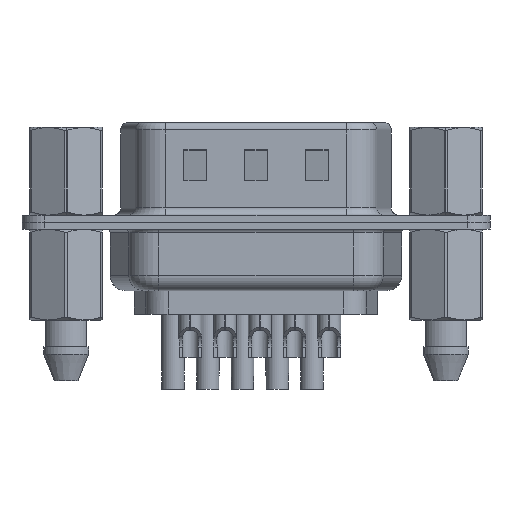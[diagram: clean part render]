
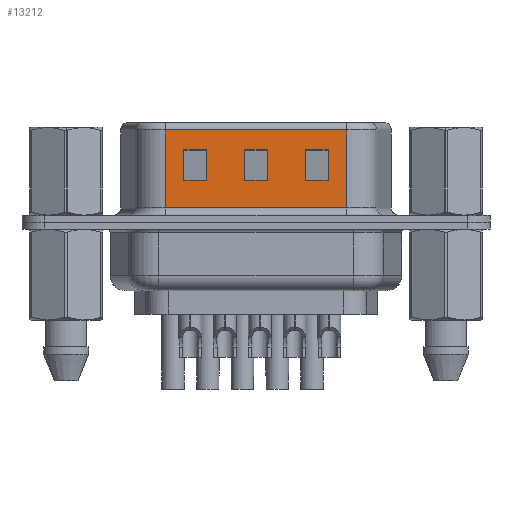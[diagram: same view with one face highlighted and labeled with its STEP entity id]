
A CAD part, front view. The second image highlights one B-rep face of the part: STEP entity #13212.
In plain terms, the highlighted planar face has unit normal (0, -1, 0).
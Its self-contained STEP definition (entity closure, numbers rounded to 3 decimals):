
#249 = VERTEX_POINT ( 'NONE', #12210 ) ;
#258 = LINE ( 'NONE', #4253, #10188 ) ;
#335 = CARTESIAN_POINT ( 'NONE',  ( 18.474, -4.64, 6.07 ) ) ;
#470 = ORIENTED_EDGE ( 'NONE', *, *, #19006, .T. ) ;
#824 = CARTESIAN_POINT ( 'NONE',  ( 7.745, -4.64, 2.755 ) ) ;
#847 = CARTESIAN_POINT ( 'NONE',  ( 15.745, -4.64, 6.57 ) ) ;
#922 = EDGE_LOOP ( 'NONE', ( #15251, #18892, #22198, #16736 ) ) ;
#1038 = CARTESIAN_POINT ( 'NONE',  ( 14.474, -4.64, 4.755 ) ) ;
#1074 = VERTEX_POINT ( 'NONE', #824 ) ;
#1097 = DIRECTION ( 'NONE',  ( -1., 0., 0. ) ) ;
#1545 = DIRECTION ( 'NONE',  ( 0., 0., 1. ) ) ;
#1704 = EDGE_CURVE ( 'NONE', #16326, #249, #258, .T. ) ;
#1954 = CARTESIAN_POINT ( 'NONE',  ( 7.745, -4.64, 4.755 ) ) ;
#2098 = PLANE ( 'NONE',  #12481 ) ;
#2319 = DIRECTION ( 'NONE',  ( 1., 0., 0. ) ) ;
#2362 = FACE_BOUND ( 'NONE', #9817, .T. ) ;
#2643 = CARTESIAN_POINT ( 'NONE',  ( 9.245, -4.64, 4.755 ) ) ;
#2676 = CARTESIAN_POINT ( 'NONE',  ( 18.474, -4.64, 6.57 ) ) ;
#2749 = CARTESIAN_POINT ( 'NONE',  ( 18.474, -4.64, 2.755 ) ) ;
#3167 = VECTOR ( 'NONE', #5872, 1000. ) ;
#3486 = ORIENTED_EDGE ( 'NONE', *, *, #17940, .T. ) ;
#3679 = CARTESIAN_POINT ( 'NONE',  ( 14.474, -4.64, 2.755 ) ) ;
#3749 = CARTESIAN_POINT ( 'NONE',  ( 6.516, -4.64, 6.07 ) ) ;
#3757 = EDGE_CURVE ( 'NONE', #20384, #8655, #8814, .T. ) ;
#3845 = ORIENTED_EDGE ( 'NONE', *, *, #3757, .T. ) ;
#4253 = CARTESIAN_POINT ( 'NONE',  ( 22.474, -4.64, 4.755 ) ) ;
#4562 = DIRECTION ( 'NONE',  ( 0., 0., 1. ) ) ;
#4608 = VECTOR ( 'NONE', #18564, 1000. ) ;
#4697 = LINE ( 'NONE', #16822, #17598 ) ;
#4872 = ORIENTED_EDGE ( 'NONE', *, *, #11933, .T. ) ;
#5032 = ORIENTED_EDGE ( 'NONE', *, *, #19271, .T. ) ;
#5035 = DIRECTION ( 'NONE',  ( 1., 0., 0. ) ) ;
#5234 = DIRECTION ( 'NONE',  ( -1., 0., 0. ) ) ;
#5477 = CARTESIAN_POINT ( 'NONE',  ( 13.245, -4.64, 2.755 ) ) ;
#5533 = CARTESIAN_POINT ( 'NONE',  ( 7.745, -4.64, 6.57 ) ) ;
#5539 = VECTOR ( 'NONE', #10624, 1000. ) ;
#5656 = ORIENTED_EDGE ( 'NONE', *, *, #24721, .T. ) ;
#5754 = LINE ( 'NONE', #12780, #19167 ) ;
#5872 = DIRECTION ( 'NONE',  ( -1., 0., 0. ) ) ;
#6104 = FACE_BOUND ( 'NONE', #21145, .T. ) ;
#6212 = CARTESIAN_POINT ( 'NONE',  ( 11.745, -4.64, 4.755 ) ) ;
#6896 = VERTEX_POINT ( 'NONE', #3749 ) ;
#6933 = LINE ( 'NONE', #14804, #21093 ) ;
#7319 = EDGE_CURVE ( 'NONE', #17139, #8098, #5754, .T. ) ;
#7486 = ORIENTED_EDGE ( 'NONE', *, *, #24669, .T. ) ;
#7678 = VERTEX_POINT ( 'NONE', #5477 ) ;
#7789 = FACE_OUTER_BOUND ( 'NONE', #21720, .T. ) ;
#7807 = CARTESIAN_POINT ( 'NONE',  ( 13.245, -4.64, 6.57 ) ) ;
#7913 = CARTESIAN_POINT ( 'NONE',  ( 11.745, -4.64, 2.755 ) ) ;
#7930 = VECTOR ( 'NONE', #1097, 1000. ) ;
#8098 = VERTEX_POINT ( 'NONE', #14493 ) ;
#8290 = DIRECTION ( 'NONE',  ( 0., 0., 1. ) ) ;
#8655 = VERTEX_POINT ( 'NONE', #18667 ) ;
#8743 = VECTOR ( 'NONE', #5035, 1000. ) ;
#8814 = LINE ( 'NONE', #12552, #14468 ) ;
#8877 = CARTESIAN_POINT ( 'NONE',  ( 17.245, -4.64, 2.755 ) ) ;
#9312 = VECTOR ( 'NONE', #21488, 1000. ) ;
#9541 = EDGE_CURVE ( 'NONE', #22480, #19156, #14970, .T. ) ;
#9576 = VECTOR ( 'NONE', #4562, 1000. ) ;
#9817 = EDGE_LOOP ( 'NONE', ( #12742, #470, #3486, #11877 ) ) ;
#10188 = VECTOR ( 'NONE', #2319, 1000. ) ;
#10414 = VECTOR ( 'NONE', #10780, 1000. ) ;
#10624 = DIRECTION ( 'NONE',  ( -1., 0., 0. ) ) ;
#10780 = DIRECTION ( 'NONE',  ( 0., 0., 1. ) ) ;
#10819 = VECTOR ( 'NONE', #5234, 1000. ) ;
#10888 = VERTEX_POINT ( 'NONE', #8877 ) ;
#10897 = CARTESIAN_POINT ( 'NONE',  ( 22.474, -4.64, 2.755 ) ) ;
#10902 = VECTOR ( 'NONE', #24828, 1000. ) ;
#10914 = LINE ( 'NONE', #847, #10414 ) ;
#11403 = CARTESIAN_POINT ( 'NONE',  ( 9.245, -4.64, 2.755 ) ) ;
#11646 = CARTESIAN_POINT ( 'NONE',  ( 15.745, -4.64, 2.755 ) ) ;
#11794 = EDGE_CURVE ( 'NONE', #21712, #8655, #18311, .T. ) ;
#11877 = ORIENTED_EDGE ( 'NONE', *, *, #9541, .T. ) ;
#11933 = EDGE_CURVE ( 'NONE', #6896, #20384, #6933, .T. ) ;
#12210 = CARTESIAN_POINT ( 'NONE',  ( 17.245, -4.64, 4.755 ) ) ;
#12248 = EDGE_CURVE ( 'NONE', #13321, #17139, #24194, .T. ) ;
#12313 = EDGE_CURVE ( 'NONE', #10888, #15854, #24714, .T. ) ;
#12481 = AXIS2_PLACEMENT_3D ( 'NONE', #19794, #13986, #8290 ) ;
#12552 = CARTESIAN_POINT ( 'NONE',  ( 18.474, -4.64, 0.95 ) ) ;
#12742 = ORIENTED_EDGE ( 'NONE', *, *, #14918, .T. ) ;
#12780 = CARTESIAN_POINT ( 'NONE',  ( 18.474, -4.64, 4.755 ) ) ;
#13212 = ADVANCED_FACE ( 'NONE', ( #2362, #6104, #23906, #7789 ), #2098, .F. ) ;
#13321 = VERTEX_POINT ( 'NONE', #7913 ) ;
#13986 = DIRECTION ( 'NONE',  ( 0., 1., 0. ) ) ;
#14407 = CARTESIAN_POINT ( 'NONE',  ( 15.745, -4.64, 4.755 ) ) ;
#14468 = VECTOR ( 'NONE', #16410, 1000. ) ;
#14493 = CARTESIAN_POINT ( 'NONE',  ( 13.245, -4.64, 4.755 ) ) ;
#14804 = CARTESIAN_POINT ( 'NONE',  ( 6.516, -4.64, 6.57 ) ) ;
#14818 = EDGE_CURVE ( 'NONE', #7678, #13321, #22380, .T. ) ;
#14918 = EDGE_CURVE ( 'NONE', #19156, #15822, #24953, .T. ) ;
#14970 = LINE ( 'NONE', #1038, #8743 ) ;
#14973 = CARTESIAN_POINT ( 'NONE',  ( 6.516, -4.64, 0.95 ) ) ;
#15055 = ORIENTED_EDGE ( 'NONE', *, *, #1704, .T. ) ;
#15251 = ORIENTED_EDGE ( 'NONE', *, *, #7319, .T. ) ;
#15284 = LINE ( 'NONE', #15418, #10819 ) ;
#15418 = CARTESIAN_POINT ( 'NONE',  ( 18.474, -4.64, 6.07 ) ) ;
#15670 = LINE ( 'NONE', #3679, #3167 ) ;
#15822 = VERTEX_POINT ( 'NONE', #11403 ) ;
#15854 = VERTEX_POINT ( 'NONE', #11646 ) ;
#16326 = VERTEX_POINT ( 'NONE', #14407 ) ;
#16410 = DIRECTION ( 'NONE',  ( 1., 0., 0. ) ) ;
#16612 = EDGE_CURVE ( 'NONE', #8098, #7678, #19320, .T. ) ;
#16727 = VECTOR ( 'NONE', #1545, 1000. ) ;
#16736 = ORIENTED_EDGE ( 'NONE', *, *, #12248, .T. ) ;
#16822 = CARTESIAN_POINT ( 'NONE',  ( 17.245, -4.64, 6.57 ) ) ;
#17031 = DIRECTION ( 'NONE',  ( 1., 0., 0. ) ) ;
#17139 = VERTEX_POINT ( 'NONE', #6212 ) ;
#17496 = DIRECTION ( 'NONE',  ( 0., 0., -1. ) ) ;
#17598 = VECTOR ( 'NONE', #24713, 1000. ) ;
#17940 = EDGE_CURVE ( 'NONE', #1074, #22480, #23349, .T. ) ;
#18311 = LINE ( 'NONE', #2676, #4608 ) ;
#18564 = DIRECTION ( 'NONE',  ( 0., 0., -1. ) ) ;
#18667 = CARTESIAN_POINT ( 'NONE',  ( 18.474, -4.64, 0.95 ) ) ;
#18892 = ORIENTED_EDGE ( 'NONE', *, *, #16612, .T. ) ;
#19006 = EDGE_CURVE ( 'NONE', #15822, #1074, #15670, .T. ) ;
#19156 = VERTEX_POINT ( 'NONE', #2643 ) ;
#19167 = VECTOR ( 'NONE', #17031, 1000. ) ;
#19271 = EDGE_CURVE ( 'NONE', #249, #10888, #4697, .T. ) ;
#19320 = LINE ( 'NONE', #7807, #9312 ) ;
#19794 = CARTESIAN_POINT ( 'NONE',  ( 18.474, -4.64, 6.57 ) ) ;
#19800 = ORIENTED_EDGE ( 'NONE', *, *, #12313, .T. ) ;
#20384 = VERTEX_POINT ( 'NONE', #14973 ) ;
#20500 = ORIENTED_EDGE ( 'NONE', *, *, #11794, .F. ) ;
#21093 = VECTOR ( 'NONE', #17496, 1000. ) ;
#21145 = EDGE_LOOP ( 'NONE', ( #5032, #19800, #7486, #15055 ) ) ;
#21488 = DIRECTION ( 'NONE',  ( 0., 0., -1. ) ) ;
#21712 = VERTEX_POINT ( 'NONE', #335 ) ;
#21720 = EDGE_LOOP ( 'NONE', ( #20500, #5656, #4872, #3845 ) ) ;
#22198 = ORIENTED_EDGE ( 'NONE', *, *, #14818, .T. ) ;
#22261 = CARTESIAN_POINT ( 'NONE',  ( 11.745, -4.64, 6.57 ) ) ;
#22380 = LINE ( 'NONE', #2749, #5539 ) ;
#22480 = VERTEX_POINT ( 'NONE', #1954 ) ;
#23271 = CARTESIAN_POINT ( 'NONE',  ( 9.245, -4.64, 6.57 ) ) ;
#23349 = LINE ( 'NONE', #5533, #16727 ) ;
#23906 = FACE_BOUND ( 'NONE', #922, .T. ) ;
#24194 = LINE ( 'NONE', #22261, #9576 ) ;
#24669 = EDGE_CURVE ( 'NONE', #15854, #16326, #10914, .T. ) ;
#24713 = DIRECTION ( 'NONE',  ( 0., 0., -1. ) ) ;
#24714 = LINE ( 'NONE', #10897, #7930 ) ;
#24721 = EDGE_CURVE ( 'NONE', #21712, #6896, #15284, .T. ) ;
#24828 = DIRECTION ( 'NONE',  ( 0., 0., -1. ) ) ;
#24953 = LINE ( 'NONE', #23271, #10902 ) ;
